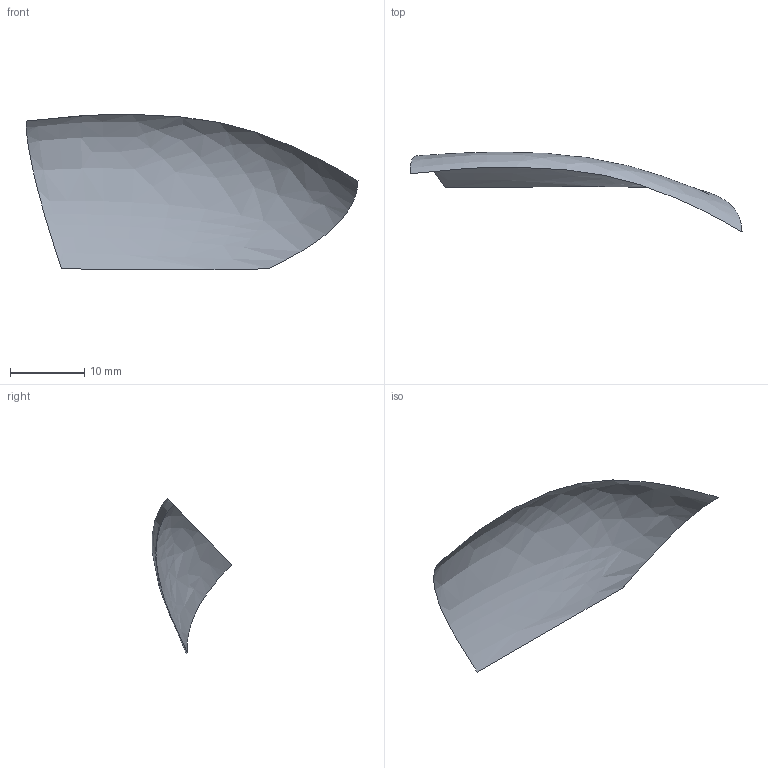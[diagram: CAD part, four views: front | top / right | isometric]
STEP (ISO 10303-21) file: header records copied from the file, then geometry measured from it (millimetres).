
FILE_DESCRIPTION(/* description */ (''),/* implementation_level */ '2;1');
FILE_NAME(/* name */ 'head2',/* time_stamp */ '2025-07-03T17:47:08+08:00',/* author */ (''),/* organization */ (''),/* preprocessor_version */ 'ST-DEVELOPER v20.1',/* originating_system */ '',/* authorisation */ '');
FILE_SCHEMA (('AUTOMOTIVE_DESIGN { 1 0 10303 214 3 1 1 }'));
Length unit declared in the file: centimetre
Products named in the file (1): none
Bounding box: 44.62 x 10.71 x 20.89 mm (x, y, z)
Surface area: 818.1 mm2 (no closed solid volume)
Topology: 0 solids, 1 shells, 1 faces, 23 edges, 23 vertices
Faces by surface type: bspline 1
Entity records: 956 total; most frequent: CARTESIAN_POINT 823, VERTEX_POINT 23, EDGE_CURVE 23, ORIENTED_EDGE 23, B_SPLINE_CURVE_WITH_KNOTS 22, DIRECTION 4, AXIS2_PLACEMENT_3D 2, UNCERTAINTY_MEASURE_WITH_UNIT 2
